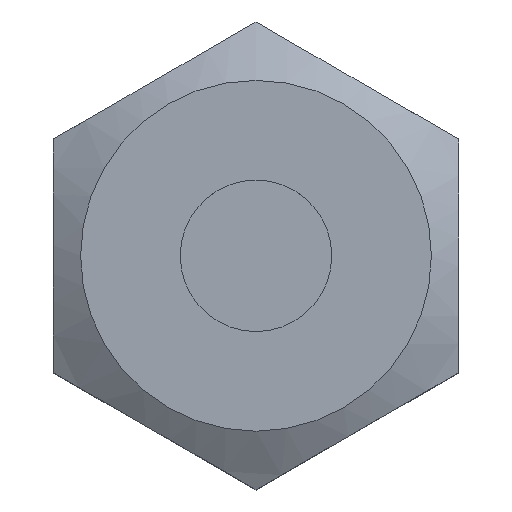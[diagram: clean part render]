
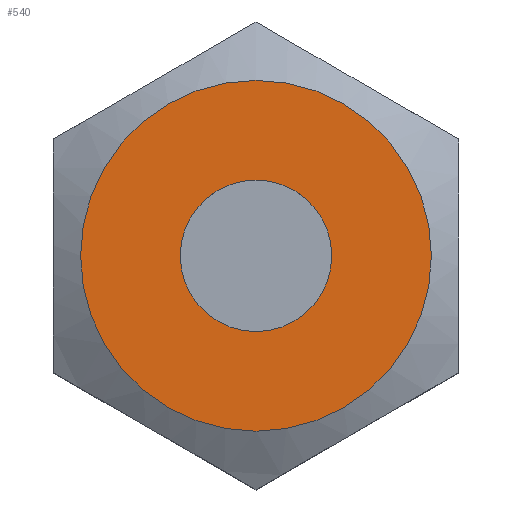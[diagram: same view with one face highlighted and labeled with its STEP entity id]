
A CAD part, top view. The second image highlights one B-rep face of the part: STEP entity #540.
In plain terms, the highlighted planar face has unit normal (0, 0, 1).
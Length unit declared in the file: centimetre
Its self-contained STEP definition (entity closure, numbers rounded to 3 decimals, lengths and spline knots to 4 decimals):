
#102=FACE_BOUND('',#199,.T.);
#139=FACE_OUTER_BOUND('',#198,.T.);
#198=EDGE_LOOP('',(#451));
#199=EDGE_LOOP('',(#452));
#213=CIRCLE('',#570,0.505);
#228=CIRCLE('',#601,1.1691);
#242=VERTEX_POINT('',#796);
#275=VERTEX_POINT('',#920);
#289=EDGE_CURVE('',#242,#242,#213,.T.);
#328=EDGE_CURVE('',#275,#275,#228,.T.);
#451=ORIENTED_EDGE('',*,*,#328,.T.);
#452=ORIENTED_EDGE('',*,*,#289,.T.);
#465=PLANE('',#608);
#540=ADVANCED_FACE('',(#139,#102),#465,.T.);
#570=AXIS2_PLACEMENT_3D('',#797,#665,#666);
#601=AXIS2_PLACEMENT_3D('',#921,#733,#734);
#608=AXIS2_PLACEMENT_3D('',#934,#753,#754);
#665=DIRECTION('center_axis',(0.,0.,-1.));
#666=DIRECTION('ref_axis',(0.,1.,0.));
#733=DIRECTION('center_axis',(0.,0.,1.));
#734=DIRECTION('ref_axis',(0.,1.,0.));
#753=DIRECTION('center_axis',(0.,0.,1.));
#754=DIRECTION('ref_axis',(1.,0.,0.));
#796=CARTESIAN_POINT('',(0.,0.505,3.35));
#797=CARTESIAN_POINT('Origin',(0.,0.,3.35));
#920=CARTESIAN_POINT('',(0.,1.1691,3.35));
#921=CARTESIAN_POINT('Origin',(0.,0.,3.35));
#934=CARTESIAN_POINT('Origin',(0.,0.,
3.35));
